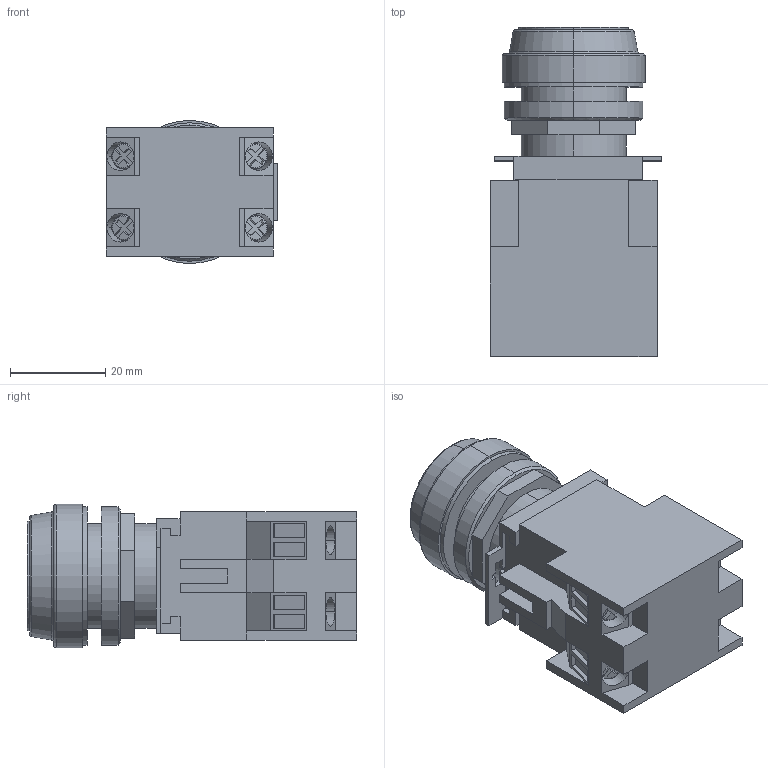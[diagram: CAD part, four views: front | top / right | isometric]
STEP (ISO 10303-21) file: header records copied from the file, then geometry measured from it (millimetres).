
FILE_DESCRIPTION(('FreeCAD Model'),'2;1');
FILE_NAME('Open CASCADE Shape Model','2023-08-10T11:28:39',(''),(''), 'Open CASCADE STEP processor 7.6','FreeCAD','Unknown');
FILE_SCHEMA(('AUTOMOTIVE_DESIGN { 1 0 10303 214 1 1 1 1 }'));
Length unit declared in the file: millimetre
Products named in the file (1): Red Push-button - 22 mm
Bounding box: 36 x 69 x 30 mm (x, y, z)
Volume: 46601 mm3; surface area: 12154.2 mm2
Topology: 1 solids, 1 shells, 287 faces, 769 edges, 506 vertices
Faces by surface type: plane 237, cylinder 20, torus 18, cone 12
Entity records: 9102 total; most frequent: CARTESIAN_POINT 1739, ORIENTED_EDGE 1538, DIRECTION 1411, EDGE_CURVE 769, LINE 607, VECTOR 607, VERTEX_POINT 506, AXIS2_PLACEMENT_3D 402
